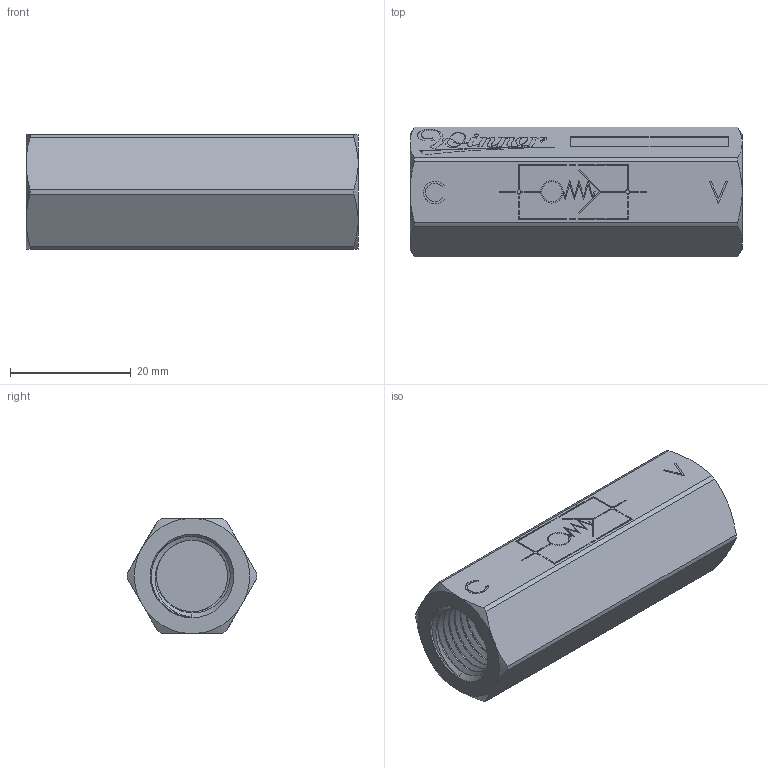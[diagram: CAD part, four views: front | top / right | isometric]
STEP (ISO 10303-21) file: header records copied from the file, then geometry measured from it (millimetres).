
FILE_DESCRIPTION (( 'STEP AP203' ), '1' );
FILE_NAME ('MEG02BG02B-HB.STEP', '2016-06-07T02:59:28', ( '' ), ( '' ), 'SwSTEP 2.0', 'SolidWorks 2012', '' );
FILE_SCHEMA (( 'CONFIG_CONTROL_DESIGN' ));
Length unit declared in the file: millimetre
Products named in the file (1): MEG02BG02B-HB
Bounding box: 55 x 21.5 x 19 mm (x, y, z)
Volume: 13885 mm3; surface area: 5993.7 mm2
Topology: 1 solids, 1 shells, 396 faces, 1119 edges, 746 vertices
Faces by surface type: cylinder 204, plane 161, cone 16, bspline 15
Entity records: 17800 total; most frequent: CARTESIAN_POINT 7481, ORIENTED_EDGE 2238, DIRECTION 2105, EDGE_CURVE 1119, VERTEX_POINT 746, AXIS2_PLACEMENT_3D 738, LINE 629, VECTOR 629
